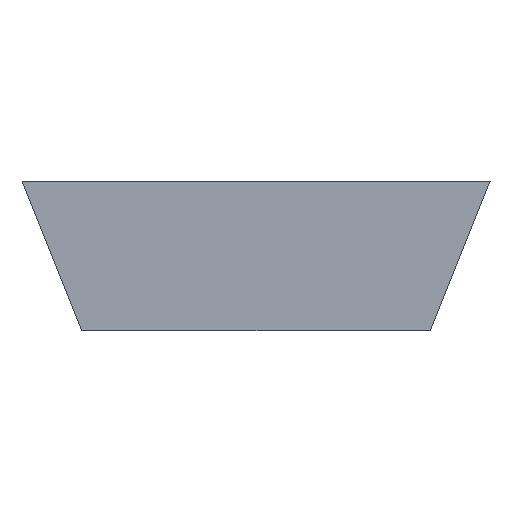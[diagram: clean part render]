
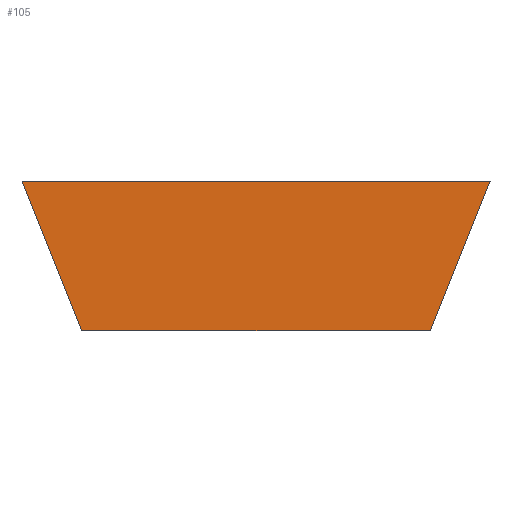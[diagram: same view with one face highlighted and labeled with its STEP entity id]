
A CAD part, left-side view. The second image highlights one B-rep face of the part: STEP entity #105.
In plain terms, the highlighted planar face has unit normal (-1, 0, 0).
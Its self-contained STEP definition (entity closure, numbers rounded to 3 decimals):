
#19=FACE_OUTER_BOUND('',#25,.T.);
#25=EDGE_LOOP('',(#87,#88,#89,#90));
#29=LINE('',#161,#41);
#32=LINE('',#167,#44);
#35=LINE('',#173,#47);
#38=LINE('',#177,#50);
#41=VECTOR('',#133,10.);
#44=VECTOR('',#138,10.);
#47=VECTOR('',#143,10.);
#50=VECTOR('',#148,10.);
#53=VERTEX_POINT('',#158);
#54=VERTEX_POINT('',#160);
#56=VERTEX_POINT('',#166);
#58=VERTEX_POINT('',#172);
#61=EDGE_CURVE('',#54,#53,#29,.T.);
#64=EDGE_CURVE('',#56,#54,#32,.T.);
#67=EDGE_CURVE('',#58,#56,#35,.T.);
#70=EDGE_CURVE('',#53,#58,#38,.T.);
#87=ORIENTED_EDGE('',*,*,#70,.T.);
#88=ORIENTED_EDGE('',*,*,#67,.T.);
#89=ORIENTED_EDGE('',*,*,#64,.T.);
#90=ORIENTED_EDGE('',*,*,#61,.T.);
#99=PLANE('',#125);
#105=ADVANCED_FACE('',(#19),#99,.T.);
#125=AXIS2_PLACEMENT_3D('',#178,#149,#150);
#133=DIRECTION('',(0.,1.,0.));
#138=DIRECTION('',(0.,-0.371,0.928));
#143=DIRECTION('',(0.,-1.,0.));
#148=DIRECTION('',(0.,-0.371,-0.928));
#149=DIRECTION('center_axis',(-1.,0.,0.));
#150=DIRECTION('ref_axis',(0.,0.,1.));
#158=CARTESIAN_POINT('',(333.437,-168.739,68.5));
#160=CARTESIAN_POINT('',(333.437,-181.261,68.5));
#161=CARTESIAN_POINT('',(333.437,-181.261,68.5));
#166=CARTESIAN_POINT('',(333.437,-179.661,64.5));
#167=CARTESIAN_POINT('',(333.437,-179.661,64.5));
#172=CARTESIAN_POINT('',(333.437,-170.339,64.5));
#173=CARTESIAN_POINT('',(333.437,-170.339,64.5));
#177=CARTESIAN_POINT('',(333.437,-168.739,68.5));
#178=CARTESIAN_POINT('Origin',(333.437,-175.,66.5));
